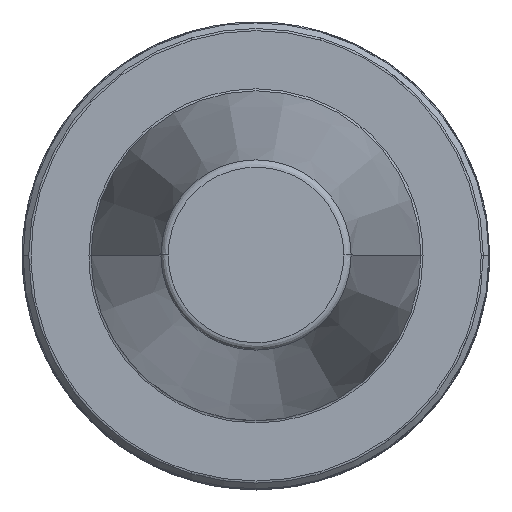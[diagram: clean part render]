
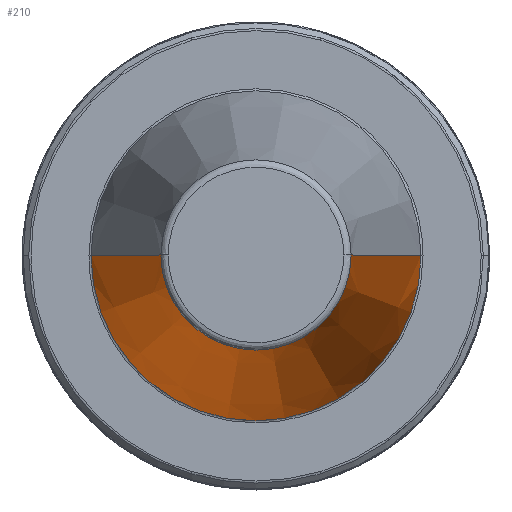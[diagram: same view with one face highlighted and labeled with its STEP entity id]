
A CAD part, top view. The second image highlights one B-rep face of the part: STEP entity #210.
In plain terms, the highlighted conical face has half-angle 8.297 degrees and reference radius 22.225 mm.
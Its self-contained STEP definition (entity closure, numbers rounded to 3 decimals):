
#67 = ORIENTED_EDGE ( 'NONE', *, *, #965, .T. ) ;
#104 = VERTEX_POINT ( 'NONE', #1172 ) ;
#210 = ADVANCED_FACE ( 'NONE', ( #1979 ), #1919, .T. ) ;
#310 = DIRECTION ( 'NONE',  ( -1., 0., 0. ) ) ;
#311 = DIRECTION ( 'NONE',  ( 0., 0., -1. ) ) ;
#313 = CARTESIAN_POINT ( 'NONE',  ( 0., 0., 64.544 ) ) ;
#431 = CIRCLE ( 'NONE', #799, 22.225 ) ;
#447 = LINE ( 'NONE', #1372, #540 ) ;
#456 = VERTEX_POINT ( 'NONE', #1325 ) ;
#540 = VECTOR ( 'NONE', #1368, 1000. ) ;
#661 = CIRCLE ( 'NONE', #2268, 12.812 ) ;
#687 = AXIS2_PLACEMENT_3D ( 'NONE', #1314, #1737, #1399 ) ;
#799 = AXIS2_PLACEMENT_3D ( 'NONE', #1385, #1381, #1377 ) ;
#938 = CARTESIAN_POINT ( 'NONE',  ( -22.225, 0., 0. ) ) ;
#965 = EDGE_CURVE ( 'NONE', #104, #1584, #661, .T. ) ;
#1167 = EDGE_LOOP ( 'NONE', ( #1949, #67, #2019, #2132 ) ) ;
#1172 = CARTESIAN_POINT ( 'NONE',  ( 12.812, 0., 64.544 ) ) ;
#1314 = CARTESIAN_POINT ( 'NONE',  ( 0., 0., 0. ) ) ;
#1325 = CARTESIAN_POINT ( 'NONE',  ( -22.225, 0., 0. ) ) ;
#1368 = DIRECTION ( 'NONE',  ( 0.144, 0., -0.99 ) ) ;
#1372 = CARTESIAN_POINT ( 'NONE',  ( 22.225, 0., 0. ) ) ;
#1377 = DIRECTION ( 'NONE',  ( -1., 0., 0. ) ) ;
#1381 = DIRECTION ( 'NONE',  ( 0., 0., 1. ) ) ;
#1385 = CARTESIAN_POINT ( 'NONE',  ( 0., 0., 0. ) ) ;
#1399 = DIRECTION ( 'NONE',  ( -1., 0., 0. ) ) ;
#1412 = VECTOR ( 'NONE', #2224, 1000. ) ;
#1419 = EDGE_CURVE ( 'NONE', #1584, #456, #1918, .T. ) ;
#1516 = VERTEX_POINT ( 'NONE', #2295 ) ;
#1584 = VERTEX_POINT ( 'NONE', #2097 ) ;
#1737 = DIRECTION ( 'NONE',  ( 0., 0., -1. ) ) ;
#1918 = LINE ( 'NONE', #938, #1412 ) ;
#1919 = CONICAL_SURFACE ( 'NONE', #687, 22.225, 0.145 ) ;
#1949 = ORIENTED_EDGE ( 'NONE', *, *, #2013, .F. ) ;
#1979 = FACE_OUTER_BOUND ( 'NONE', #1167, .T. ) ;
#1987 = EDGE_CURVE ( 'NONE', #456, #1516, #431, .T. ) ;
#2013 = EDGE_CURVE ( 'NONE', #104, #1516, #447, .T. ) ;
#2019 = ORIENTED_EDGE ( 'NONE', *, *, #1419, .T. ) ;
#2097 = CARTESIAN_POINT ( 'NONE',  ( -12.812, 0., 64.544 ) ) ;
#2132 = ORIENTED_EDGE ( 'NONE', *, *, #1987, .T. ) ;
#2224 = DIRECTION ( 'NONE',  ( -0.144, 0., -0.99 ) ) ;
#2268 = AXIS2_PLACEMENT_3D ( 'NONE', #313, #311, #310 ) ;
#2295 = CARTESIAN_POINT ( 'NONE',  ( 22.225, 0., 0. ) ) ;
